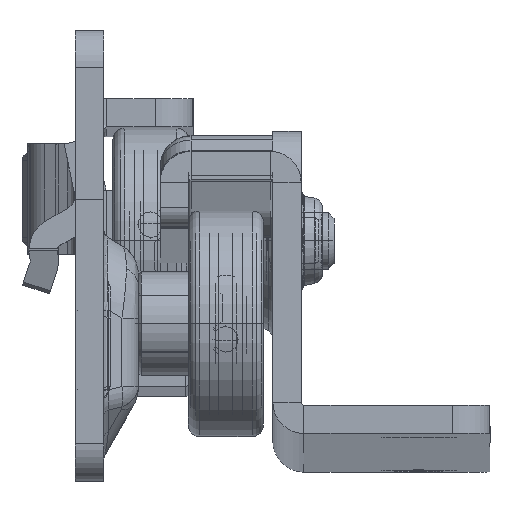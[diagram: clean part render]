
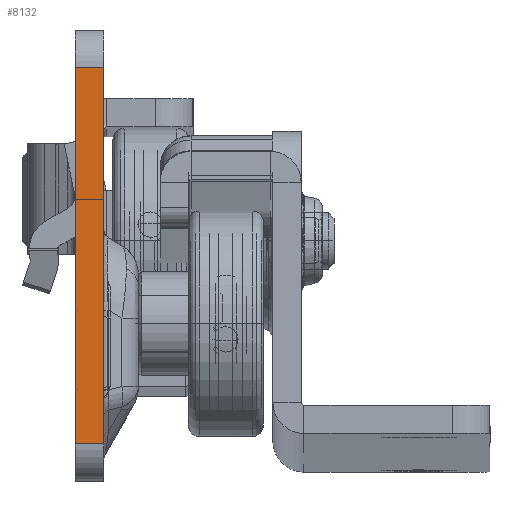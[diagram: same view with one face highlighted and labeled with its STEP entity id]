
A CAD part, top view. The second image highlights one B-rep face of the part: STEP entity #8132.
In plain terms, the highlighted planar face has unit normal (0, 0, 1).
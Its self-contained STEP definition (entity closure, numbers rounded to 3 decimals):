
#910 = FACE_OUTER_BOUND ( 'NONE', #17924, .T. ) ;
#1197 = DIRECTION ( 'NONE',  ( 0., 0., 1. ) ) ;
#1354 = VECTOR ( 'NONE', #10381, 1000. ) ;
#1646 = CARTESIAN_POINT ( 'NONE',  ( 0., -29.094, 0. ) ) ;
#1830 = EDGE_CURVE ( 'NONE', #13560, #24848, #8042, .T. ) ;
#2273 = ORIENTED_EDGE ( 'NONE', *, *, #1830, .F. ) ;
#3097 = EDGE_CURVE ( 'NONE', #24641, #10642, #9183, .T. ) ;
#3115 = CARTESIAN_POINT ( 'NONE',  ( 0., 18.3, 0. ) ) ;
#3633 = CARTESIAN_POINT ( 'NONE',  ( -3., -21.7, 0. ) ) ;
#5476 = EDGE_CURVE ( 'NONE', #24641, #13560, #15124, .T. ) ;
#5670 = CARTESIAN_POINT ( 'NONE',  ( -3., 18.3, 0. ) ) ;
#6132 = LINE ( 'NONE', #21178, #1354 ) ;
#7464 = ORIENTED_EDGE ( 'NONE', *, *, #12571, .T. ) ;
#7629 = CARTESIAN_POINT ( 'NONE',  ( -3., -29.094, 0. ) ) ;
#8042 = LINE ( 'NONE', #1646, #19188 ) ;
#8132 = ADVANCED_FACE ( 'NONE', ( #910 ), #9555, .T. ) ;
#9183 = LINE ( 'NONE', #7629, #22400 ) ;
#9555 = PLANE ( 'NONE',  #9726 ) ;
#9726 = AXIS2_PLACEMENT_3D ( 'NONE', #18213, #1197, #26865 ) ;
#10381 = DIRECTION ( 'NONE',  ( 1., 0., 0. ) ) ;
#10642 = VERTEX_POINT ( 'NONE', #3633 ) ;
#11598 = DIRECTION ( 'NONE',  ( 0., -1., 0. ) ) ;
#12571 = EDGE_CURVE ( 'NONE', #10642, #24848, #6132, .T. ) ;
#13560 = VERTEX_POINT ( 'NONE', #3115 ) ;
#13978 = CARTESIAN_POINT ( 'NONE',  ( 0., -21.7, 0. ) ) ;
#14269 = DIRECTION ( 'NONE',  ( 0., -1., 0. ) ) ;
#15124 = LINE ( 'NONE', #24204, #17417 ) ;
#15398 = DIRECTION ( 'NONE',  ( 1., 0., 0. ) ) ;
#17417 = VECTOR ( 'NONE', #15398, 1000. ) ;
#17924 = EDGE_LOOP ( 'NONE', ( #2273, #20737, #20912, #7464 ) ) ;
#18213 = CARTESIAN_POINT ( 'NONE',  ( -3., -29.094, 0. ) ) ;
#19188 = VECTOR ( 'NONE', #14269, 1000. ) ;
#20737 = ORIENTED_EDGE ( 'NONE', *, *, #5476, .F. ) ;
#20912 = ORIENTED_EDGE ( 'NONE', *, *, #3097, .T. ) ;
#21178 = CARTESIAN_POINT ( 'NONE',  ( -122.719, -21.7, 0. ) ) ;
#22400 = VECTOR ( 'NONE', #11598, 1000. ) ;
#24204 = CARTESIAN_POINT ( 'NONE',  ( -3., 18.3, 0. ) ) ;
#24641 = VERTEX_POINT ( 'NONE', #5670 ) ;
#24848 = VERTEX_POINT ( 'NONE', #13978 ) ;
#26865 = DIRECTION ( 'NONE',  ( 1., 0., 0. ) ) ;
